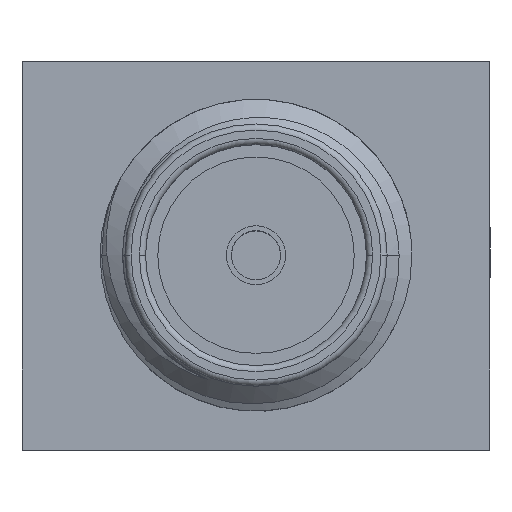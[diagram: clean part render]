
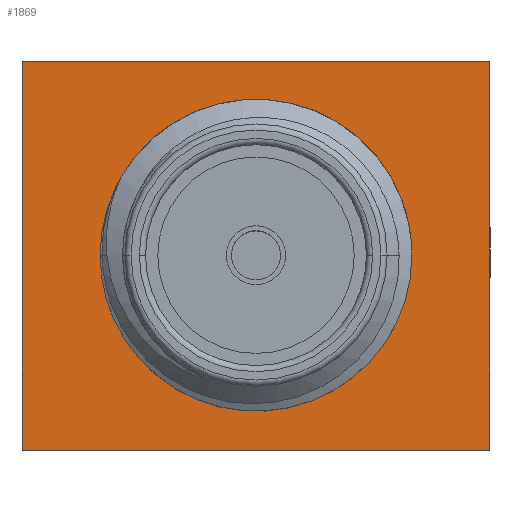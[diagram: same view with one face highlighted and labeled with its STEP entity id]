
A CAD part, top view. The second image highlights one B-rep face of the part: STEP entity #1869.
In plain terms, the highlighted planar face has unit normal (0, 0, 1).
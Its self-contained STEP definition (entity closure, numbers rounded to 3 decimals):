
#9 = EDGE_CURVE ( 'NONE', #931, #1757, #2909, .T. ) ;
#66 = ORIENTED_EDGE ( 'NONE', *, *, #911, .T. ) ;
#102 = ORIENTED_EDGE ( 'NONE', *, *, #9, .F. ) ;
#139 = DIRECTION ( 'NONE',  ( 0., 0., -1. ) ) ;
#179 = CARTESIAN_POINT ( 'NONE',  ( -2.67, 0., 0. ) ) ;
#312 = CARTESIAN_POINT ( 'NONE',  ( 0., 0., 0. ) ) ;
#335 = DIRECTION ( 'NONE',  ( 0., 0., 1. ) ) ;
#371 = EDGE_CURVE ( 'NONE', #1857, #1993, #839, .T. ) ;
#378 = LINE ( 'NONE', #1419, #922 ) ;
#662 = CARTESIAN_POINT ( 'NONE',  ( 2.67, 0., 0. ) ) ;
#666 = CARTESIAN_POINT ( 'NONE',  ( 4.765, -3.96, 0. ) ) ;
#688 = VECTOR ( 'NONE', #3490, 1000. ) ;
#798 = EDGE_CURVE ( 'NONE', #1993, #1857, #2587, .T. ) ;
#839 = CIRCLE ( 'NONE', #3014, 2.67 ) ;
#911 = EDGE_CURVE ( 'NONE', #1254, #1775, #378, .T. ) ;
#922 = VECTOR ( 'NONE', #1684, 1000. ) ;
#931 = VERTEX_POINT ( 'NONE', #2005 ) ;
#1093 = FACE_OUTER_BOUND ( 'NONE', #2345, .T. ) ;
#1172 = FACE_BOUND ( 'NONE', #1672, .T. ) ;
#1254 = VERTEX_POINT ( 'NONE', #666 ) ;
#1372 = VECTOR ( 'NONE', #1884, 1000. ) ;
#1397 = ORIENTED_EDGE ( 'NONE', *, *, #371, .F. ) ;
#1419 = CARTESIAN_POINT ( 'NONE',  ( 4.765, 0., 0. ) ) ;
#1446 = DIRECTION ( 'NONE',  ( 1., 0., 0. ) ) ;
#1672 = EDGE_LOOP ( 'NONE', ( #1397, #1687 ) ) ;
#1684 = DIRECTION ( 'NONE',  ( 0., 1., 0. ) ) ;
#1687 = ORIENTED_EDGE ( 'NONE', *, *, #798, .F. ) ;
#1705 = DIRECTION ( 'NONE',  ( 0., 1., 0. ) ) ;
#1743 = DIRECTION ( 'NONE',  ( 0., 1., 0. ) ) ;
#1754 = ORIENTED_EDGE ( 'NONE', *, *, #3350, .F. ) ;
#1757 = VERTEX_POINT ( 'NONE', #3235 ) ;
#1775 = VERTEX_POINT ( 'NONE', #3505 ) ;
#1793 = PLANE ( 'NONE',  #1983 ) ;
#1857 = VERTEX_POINT ( 'NONE', #662 ) ;
#1869 = ADVANCED_FACE ( 'NONE', ( #1172, #1093 ), #1793, .F. ) ;
#1884 = DIRECTION ( 'NONE',  ( 1., 0., 0. ) ) ;
#1983 = AXIS2_PLACEMENT_3D ( 'NONE', #2064, #139, #2076 ) ;
#1993 = VERTEX_POINT ( 'NONE', #179 ) ;
#2005 = CARTESIAN_POINT ( 'NONE',  ( -4.765, -3.96, 0. ) ) ;
#2064 = CARTESIAN_POINT ( 'NONE',  ( 0., 0., 0. ) ) ;
#2076 = DIRECTION ( 'NONE',  ( 0., 1., 0. ) ) ;
#2136 = LINE ( 'NONE', #3256, #1372 ) ;
#2280 = VECTOR ( 'NONE', #1446, 1000. ) ;
#2345 = EDGE_LOOP ( 'NONE', ( #66, #1754, #102, #2514 ) ) ;
#2514 = ORIENTED_EDGE ( 'NONE', *, *, #2809, .T. ) ;
#2587 = CIRCLE ( 'NONE', #2879, 2.67 ) ;
#2809 = EDGE_CURVE ( 'NONE', #931, #1254, #2136, .T. ) ;
#2879 = AXIS2_PLACEMENT_3D ( 'NONE', #312, #335, #1705 ) ;
#2909 = LINE ( 'NONE', #3501, #688 ) ;
#2995 = LINE ( 'NONE', #3113, #2280 ) ;
#3014 = AXIS2_PLACEMENT_3D ( 'NONE', #3288, #3403, #1743 ) ;
#3113 = CARTESIAN_POINT ( 'NONE',  ( 0., 3.96, 0. ) ) ;
#3235 = CARTESIAN_POINT ( 'NONE',  ( -4.765, 3.96, 0. ) ) ;
#3256 = CARTESIAN_POINT ( 'NONE',  ( 0., -3.96, 0. ) ) ;
#3288 = CARTESIAN_POINT ( 'NONE',  ( 0., 0., 0. ) ) ;
#3350 = EDGE_CURVE ( 'NONE', #1757, #1775, #2995, .T. ) ;
#3403 = DIRECTION ( 'NONE',  ( 0., 0., 1. ) ) ;
#3490 = DIRECTION ( 'NONE',  ( 0., 1., 0. ) ) ;
#3501 = CARTESIAN_POINT ( 'NONE',  ( -4.765, 0., 0. ) ) ;
#3505 = CARTESIAN_POINT ( 'NONE',  ( 4.765, 3.96, 0. ) ) ;
